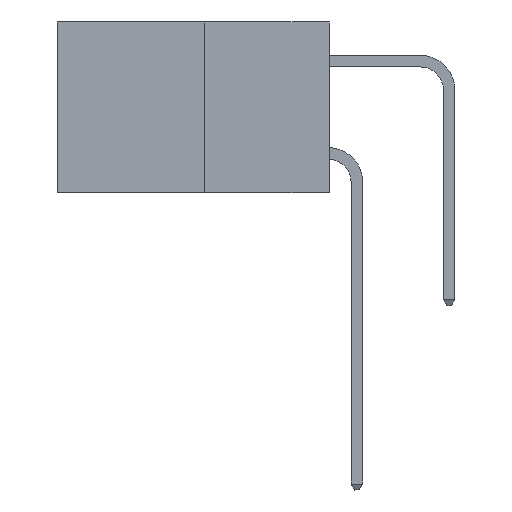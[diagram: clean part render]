
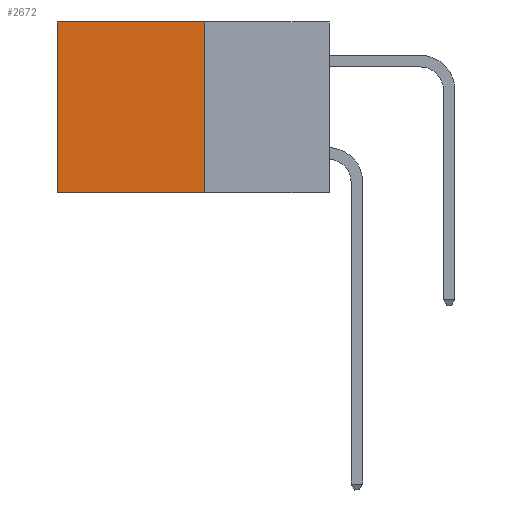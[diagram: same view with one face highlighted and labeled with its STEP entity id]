
A CAD part, left-side view. The second image highlights one B-rep face of the part: STEP entity #2672.
In plain terms, the highlighted planar face has unit normal (-1, 0, 0).
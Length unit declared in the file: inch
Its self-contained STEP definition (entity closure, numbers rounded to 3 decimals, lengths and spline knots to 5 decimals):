
#286 = DIRECTION ( 'NONE',  ( 0., 0., -1. ) ) ;
#582 = CARTESIAN_POINT ( 'NONE',  ( 0.277, 0.59, 0. ) ) ;
#924 = DIRECTION ( 'NONE',  ( 0., 1., 0. ) ) ;
#1068 = EDGE_CURVE ( 'NONE', #12610, #4921, #11324, .T. ) ;
#1285 = CARTESIAN_POINT ( 'NONE',  ( 0.277, 0.27, -0.37 ) ) ;
#1548 = DIRECTION ( 'NONE',  ( 0., 1., 0. ) ) ;
#2672 = ADVANCED_FACE ( 'NONE', ( #6562 ), #12647, .F. ) ;
#3063 = EDGE_CURVE ( 'NONE', #4849, #3896, #9282, .T. ) ;
#3196 = CARTESIAN_POINT ( 'NONE',  ( 0.277, 0.27, -0.37 ) ) ;
#3896 = VERTEX_POINT ( 'NONE', #15809 ) ;
#4082 = CARTESIAN_POINT ( 'NONE',  ( 0.277, 0.27, 0. ) ) ;
#4449 = ORIENTED_EDGE ( 'NONE', *, *, #1068, .T. ) ;
#4580 = VECTOR ( 'NONE', #924, 39.37008 ) ;
#4795 = AXIS2_PLACEMENT_3D ( 'NONE', #12932, #12363, #12358 ) ;
#4849 = VERTEX_POINT ( 'NONE', #3196 ) ;
#4921 = VERTEX_POINT ( 'NONE', #582 ) ;
#5101 = CARTESIAN_POINT ( 'NONE',  ( 0.277, 0.59, -0.37 ) ) ;
#6562 = FACE_OUTER_BOUND ( 'NONE', #10470, .T. ) ;
#8368 = CARTESIAN_POINT ( 'NONE',  ( 0.277, 0.27, 0. ) ) ;
#9060 = LINE ( 'NONE', #5101, #12854 ) ;
#9282 = LINE ( 'NONE', #1285, #12492 ) ;
#9788 = VECTOR ( 'NONE', #286, 39.37008 ) ;
#10096 = ORIENTED_EDGE ( 'NONE', *, *, #15111, .T. ) ;
#10207 = LINE ( 'NONE', #13935, #9788 ) ;
#10470 = EDGE_LOOP ( 'NONE', ( #10096, #10518, #12244, #4449 ) ) ;
#10518 = ORIENTED_EDGE ( 'NONE', *, *, #3063, .F. ) ;
#11324 = LINE ( 'NONE', #4082, #4580 ) ;
#12170 = EDGE_CURVE ( 'NONE', #12610, #4849, #10207, .T. ) ;
#12244 = ORIENTED_EDGE ( 'NONE', *, *, #12170, .F. ) ;
#12358 = DIRECTION ( 'NONE',  ( 0., 0., -1. ) ) ;
#12363 = DIRECTION ( 'NONE',  ( 1., 0., 0. ) ) ;
#12492 = VECTOR ( 'NONE', #1548, 39.37008 ) ;
#12610 = VERTEX_POINT ( 'NONE', #8368 ) ;
#12647 = PLANE ( 'NONE',  #4795 ) ;
#12854 = VECTOR ( 'NONE', #13127, 39.37008 ) ;
#12932 = CARTESIAN_POINT ( 'NONE',  ( 0.277, 0.27, -0.37 ) ) ;
#13127 = DIRECTION ( 'NONE',  ( 0., 0., -1. ) ) ;
#13935 = CARTESIAN_POINT ( 'NONE',  ( 0.277, 0.27, -0.37 ) ) ;
#15111 = EDGE_CURVE ( 'NONE', #4921, #3896, #9060, .T. ) ;
#15809 = CARTESIAN_POINT ( 'NONE',  ( 0.277, 0.59, -0.37 ) ) ;
